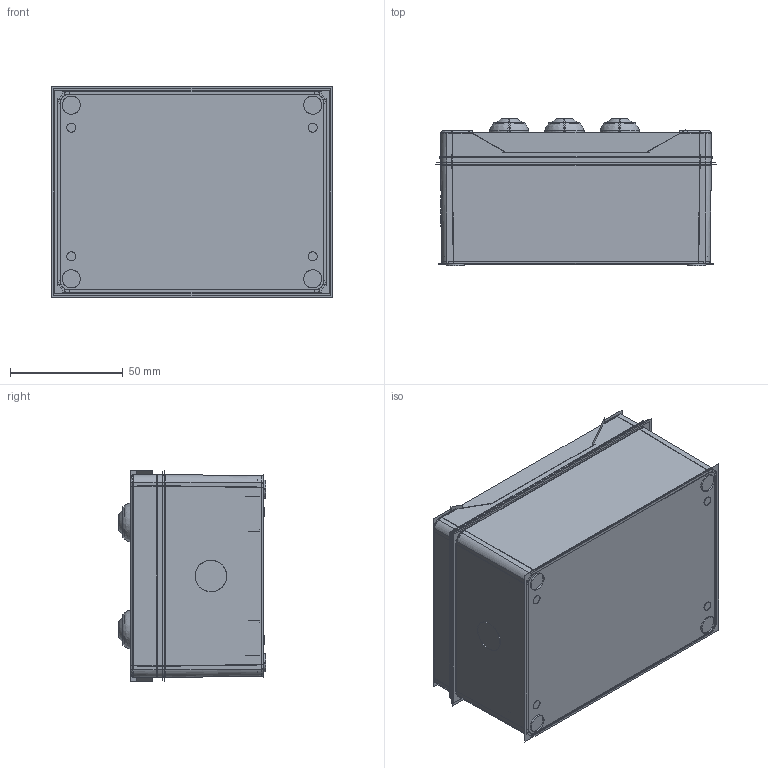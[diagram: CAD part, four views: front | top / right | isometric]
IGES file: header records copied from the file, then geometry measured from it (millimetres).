
Start section:  PTC IGES file: 195230.igs
Global section: file name: 195230.igs; native system: Creo Parametric by PTC Inc.; preprocessor: 2016260; author: pdmadmin; organization: Unknown; date: 20161011.130637; units: millimetre
Bounding box: 124.8 x 65.27 x 93.6 mm (x, y, z)
Volume: 367573.3 mm3; surface area: 1808212.3 mm2
Topology: 76 solids, 31 shells, 3577 faces, 21135 edges, 28732 vertices
Faces by surface type: bspline 1871, revolution 1706
